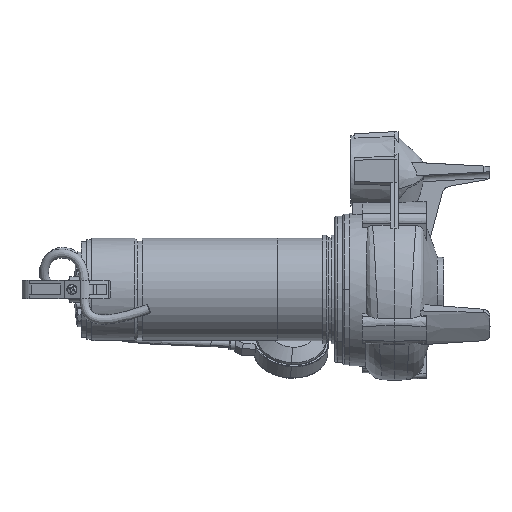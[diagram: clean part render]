
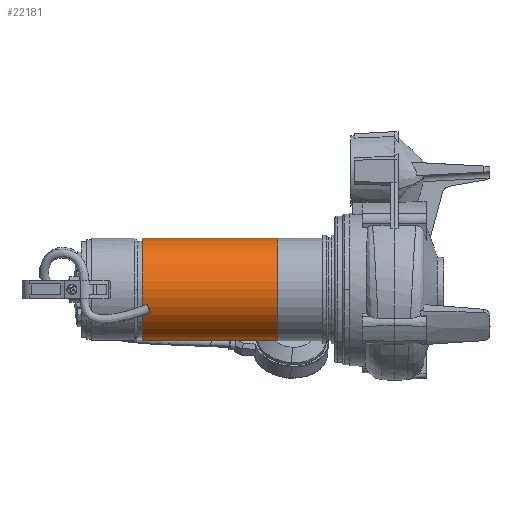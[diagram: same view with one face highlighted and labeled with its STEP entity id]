
A CAD part, left-side view. The second image highlights one B-rep face of the part: STEP entity #22181.
In plain terms, the highlighted cylindrical face has radius 56 mm (diameter 112 mm), a partial arc.
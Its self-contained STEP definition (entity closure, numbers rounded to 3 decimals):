
#2470 = EDGE_LOOP ( 'NONE', ( #4697, #15080, #33025, #19506 ) ) ;
#3939 = DIRECTION ( 'NONE',  ( 0., 0., -1. ) ) ;
#4697 = ORIENTED_EDGE ( 'NONE', *, *, #4766, .T. ) ;
#4766 = EDGE_CURVE ( 'NONE', #37645, #30429, #46857, .T. ) ;
#5241 = VECTOR ( 'NONE', #35684, 1000. ) ;
#6282 = CARTESIAN_POINT ( 'NONE',  ( 0., 180., 56. ) ) ;
#9885 = LINE ( 'NONE', #6282, #5241 ) ;
#11885 = CIRCLE ( 'NONE', #28730, 56. ) ;
#14410 = EDGE_CURVE ( 'NONE', #37645, #33063, #46159, .T. ) ;
#15036 = DIRECTION ( 'NONE',  ( 0., 0., 1. ) ) ;
#15080 = ORIENTED_EDGE ( 'NONE', *, *, #26330, .T. ) ;
#17427 = CARTESIAN_POINT ( 'NONE',  ( 0., 51., 0. ) ) ;
#19089 = CARTESIAN_POINT ( 'NONE',  ( 0., 180., 0. ) ) ;
#19506 = ORIENTED_EDGE ( 'NONE', *, *, #14410, .F. ) ;
#19940 = CARTESIAN_POINT ( 'NONE',  ( 0., 200., 56. ) ) ;
#22181 = ADVANCED_FACE ( 'NONE', ( #33792 ), #25858, .T. ) ;
#25858 = CYLINDRICAL_SURFACE ( 'NONE', #32483, 56. ) ;
#26330 = EDGE_CURVE ( 'NONE', #30429, #27578, #9885, .T. ) ;
#27029 = CARTESIAN_POINT ( 'NONE',  ( 0., 51., 56. ) ) ;
#27578 = VERTEX_POINT ( 'NONE', #27029 ) ;
#28730 = AXIS2_PLACEMENT_3D ( 'NONE', #17427, #35265, #39132 ) ;
#29516 = DIRECTION ( 'NONE',  ( 0., -1., 0. ) ) ;
#30429 = VERTEX_POINT ( 'NONE', #19940 ) ;
#31468 = DIRECTION ( 'NONE',  ( 0., -1., 0. ) ) ;
#32483 = AXIS2_PLACEMENT_3D ( 'NONE', #19089, #40565, #3939 ) ;
#33025 = ORIENTED_EDGE ( 'NONE', *, *, #38215, .T. ) ;
#33063 = VERTEX_POINT ( 'NONE', #34367 ) ;
#33107 = CARTESIAN_POINT ( 'NONE',  ( 0., 200., 0. ) ) ;
#33792 = FACE_OUTER_BOUND ( 'NONE', #2470, .T. ) ;
#34367 = CARTESIAN_POINT ( 'NONE',  ( 0., 51., -56. ) ) ;
#35066 = CARTESIAN_POINT ( 'NONE',  ( 0., 180., -56. ) ) ;
#35265 = DIRECTION ( 'NONE',  ( 0., 1., 0. ) ) ;
#35365 = VECTOR ( 'NONE', #31468, 1000. ) ;
#35684 = DIRECTION ( 'NONE',  ( 0., -1., 0. ) ) ;
#37645 = VERTEX_POINT ( 'NONE', #47580 ) ;
#38215 = EDGE_CURVE ( 'NONE', #27578, #33063, #11885, .T. ) ;
#39132 = DIRECTION ( 'NONE',  ( 0., 0., 1. ) ) ;
#40565 = DIRECTION ( 'NONE',  ( 0., -1., 0. ) ) ;
#43767 = AXIS2_PLACEMENT_3D ( 'NONE', #33107, #29516, #15036 ) ;
#46159 = LINE ( 'NONE', #35066, #35365 ) ;
#46857 = CIRCLE ( 'NONE', #43767, 56. ) ;
#47580 = CARTESIAN_POINT ( 'NONE',  ( 0., 200., -56. ) ) ;
